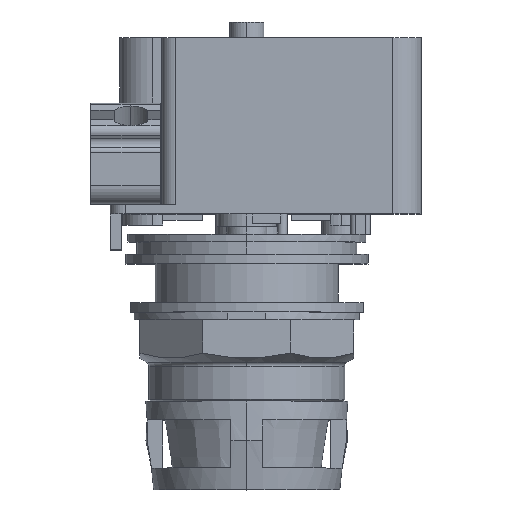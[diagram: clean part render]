
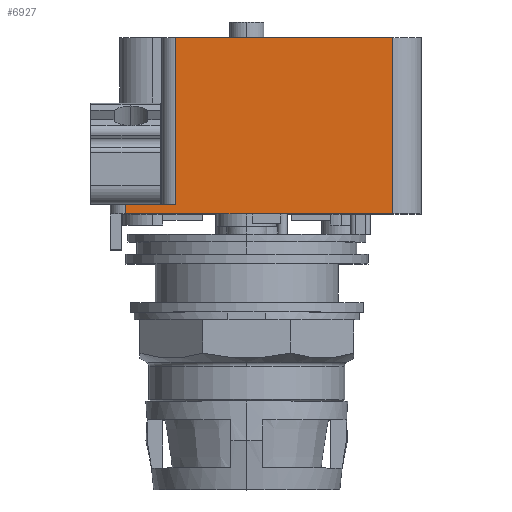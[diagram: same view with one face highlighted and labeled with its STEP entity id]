
A CAD part, top view. The second image highlights one B-rep face of the part: STEP entity #6927.
In plain terms, the highlighted planar face has unit normal (0, 0, 1).
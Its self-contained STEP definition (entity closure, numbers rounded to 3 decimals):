
#5698=CARTESIAN_POINT('POINT957',(-11.582,43.36,20.32));
#5699=VERTEX_POINT('VERTEX957',#5698);
#5708=CARTESIAN_POINT('POINT958',(-11.582,16.03,20.32)
   );
#5709=VERTEX_POINT('VERTEX958',#5708);
#5717=CARTESIAN_POINT('POS1439',(-11.582,16.03,20.32))
   ;
#5718=DIRECTION('DIR2109',(0.,1.,
   0.));
#5719=VECTOR('VEC769',#5718,25.4);
#5720=LINE('STRAIGHT769',#5717,#5719);
#5721=EDGE_CURVE('EDGE1451',#5709,#5699,#5720,.T.);
#5812=CARTESIAN_POINT('POINT961',(23.851,43.36,20.32));
#5813=VERTEX_POINT('VERTEX961',#5812);
#5814=CARTESIAN_POINT('POS1449',(-11.582,43.36,20.32));
#5815=DIRECTION('DIR2123',(-1.,0.,
   0.));
#5816=VECTOR('VEC775',#5815,25.4);
#5817=LINE('STRAIGHT775',#5814,#5816);
#5818=EDGE_CURVE('EDGE1459',#5813,#5699,#5817,.T.);
#5895=CARTESIAN_POINT('POINT968',(-19.812,16.03,20.32))
   ;
#5896=VERTEX_POINT('VERTEX968',#5895);
#5904=CARTESIAN_POINT('POS1459',(-19.812,16.03,20.32));
#5905=DIRECTION('DIR2138',(-1.,0.,
   0.));
#5906=VECTOR('VEC780',#5905,25.4);
#5907=LINE('STRAIGHT780',#5904,#5906);
#5908=EDGE_CURVE('EDGE1468',#5709,#5896,#5907,.T.);
#6879=CARTESIAN_POINT('POINT1033',(-19.812,14.506,20.32)
   );
#6880=VERTEX_POINT('VERTEX1033',#6879);
#6888=CARTESIAN_POINT('POS1562',(-19.812,14.506,20.32));
#6889=DIRECTION('DIR2275',(0.,1.,
   0.));
#6890=VECTOR('VEC849',#6889,25.4);
#6891=LINE('STRAIGHT849',#6888,#6890);
#6892=EDGE_CURVE('EDGE1569',#6880,#5896,#6891,.T.);
#6902=ORIENTED_EDGE('COEDGE3075',*,*,#5818,.T.);
#6903=ORIENTED_EDGE('COEDGE3076',*,*,#5721,.F.);
#6904=ORIENTED_EDGE('COEDGE3077',*,*,#5908,.T.);
#6905=ORIENTED_EDGE('COEDGE3078',*,*,#6892,.F.);
#6906=CARTESIAN_POINT('POINT1034',(23.851,14.506,20.32)
   );
#6907=VERTEX_POINT('VERTEX1034',#6906);
#6908=CARTESIAN_POINT('POS1564',(3.099,14.506,20.32));
#6909=DIRECTION('DIR2278',(1.,0.,
   0.));
#6910=VECTOR('VEC850',#6909,25.4);
#6911=LINE('STRAIGHT850',#6908,#6910);
#6912=EDGE_CURVE('EDGE1570',#6880,#6907,#6911,.T.);
#6913=ORIENTED_EDGE('COEDGE3079',*,*,#6912,.T.);
#6914=CARTESIAN_POINT('POS1565',(23.851,16.03,20.32));
#6915=DIRECTION('DIR2279',(0.,1.,
   0.));
#6916=VECTOR('VEC851',#6915,25.4);
#6917=LINE('STRAIGHT851',#6914,#6916);
#6918=EDGE_CURVE('EDGE1571',#6907,#5813,#6917,.T.);
#6919=ORIENTED_EDGE('COEDGE3080',*,*,#6918,.T.);
#6920=EDGE_LOOP('NONE',(#6902,#6903,#6904,#6905,#6913,#6919));
#6921=FACE_BOUND('LOOP1',#6920,.T.);
#6922=CARTESIAN_POINT('POS1566',(7.341,16.03,20.32));
#6923=DIRECTION('DIR2280',(0.,0.,
   1.));
#6924=DIRECTION('DIR2281',(1.,0.,
   0.));
#6925=AXIS2_PLACEMENT_3D('AXIS715',#6922,#6923,#6924);
#6926=PLANE('PLANE258',#6925);
#6927=ADVANCED_FACE('FACE564',(#6921),#6926,.T.);
